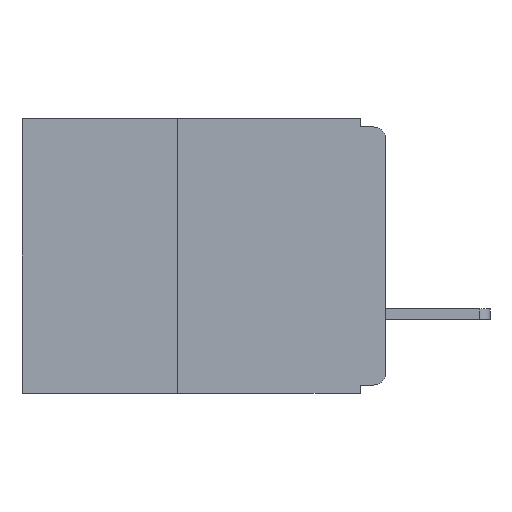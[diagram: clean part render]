
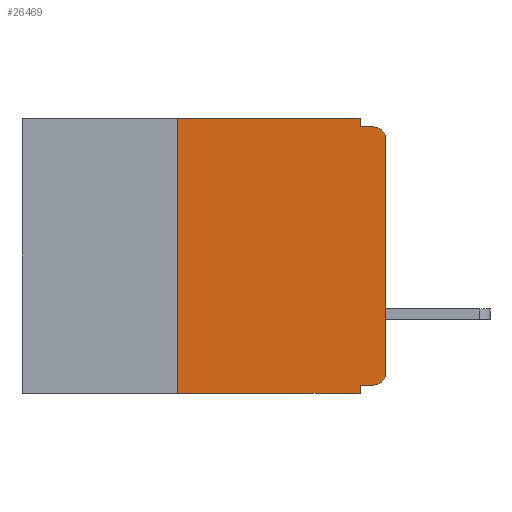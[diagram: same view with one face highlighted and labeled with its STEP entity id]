
A CAD part, left-side view. The second image highlights one B-rep face of the part: STEP entity #26469.
In plain terms, the highlighted planar face has unit normal (-1, 0, 0).
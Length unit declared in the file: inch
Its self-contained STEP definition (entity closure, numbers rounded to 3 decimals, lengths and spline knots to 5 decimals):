
#106 = CARTESIAN_POINT ( 'NONE',  ( 0., 0.437, 0. ) ) ;
#431 = ORIENTED_EDGE ( 'NONE', *, *, #7472, .F. ) ;
#708 = VERTEX_POINT ( 'NONE', #21267 ) ;
#1284 = CARTESIAN_POINT ( 'NONE',  ( 0., 0., -0.305 ) ) ;
#1492 = EDGE_CURVE ( 'NONE', #21950, #9381, #14916, .T. ) ;
#1873 = VERTEX_POINT ( 'NONE', #25215 ) ;
#2290 = CARTESIAN_POINT ( 'NONE',  ( 0., 0.031, -0.33 ) ) ;
#2441 = VECTOR ( 'NONE', #28320, 39.37008 ) ;
#2538 = ORIENTED_EDGE ( 'NONE', *, *, #3431, .F. ) ;
#2578 = LINE ( 'NONE', #14911, #8167 ) ;
#2589 = EDGE_CURVE ( 'NONE', #23156, #21950, #3214, .T. ) ;
#2601 = DIRECTION ( 'NONE',  ( 0., 0., -1. ) ) ;
#3214 = LINE ( 'NONE', #13948, #14899 ) ;
#3219 = EDGE_CURVE ( 'NONE', #1873, #18708, #19004, .T. ) ;
#3431 = EDGE_CURVE ( 'NONE', #6616, #18708, #12654, .T. ) ;
#4010 = ORIENTED_EDGE ( 'NONE', *, *, #20993, .F. ) ;
#4151 = CARTESIAN_POINT ( 'NONE',  ( 0., 0.25, -0.33 ) ) ;
#4397 = EDGE_CURVE ( 'NONE', #23156, #18200, #4854, .T. ) ;
#4527 = CARTESIAN_POINT ( 'NONE',  ( 0., 0.031, -0.33 ) ) ;
#4752 = VECTOR ( 'NONE', #26159, 39.37008 ) ;
#4854 = CIRCLE ( 'NONE', #9162, 0.015 ) ;
#4875 = EDGE_CURVE ( 'NONE', #5216, #6616, #2578, .T. ) ;
#5037 = CARTESIAN_POINT ( 'NONE',  ( 0., 0.031, -0.32 ) ) ;
#5181 = FACE_OUTER_BOUND ( 'NONE', #9551, .T. ) ;
#5216 = VERTEX_POINT ( 'NONE', #9717 ) ;
#6616 = VERTEX_POINT ( 'NONE', #26075 ) ;
#6627 = LINE ( 'NONE', #19970, #12162 ) ;
#7472 = EDGE_CURVE ( 'NONE', #16442, #708, #17367, .T. ) ;
#7851 = ORIENTED_EDGE ( 'NONE', *, *, #26831, .T. ) ;
#8167 = VECTOR ( 'NONE', #14815, 39.37008 ) ;
#8282 = ORIENTED_EDGE ( 'NONE', *, *, #3219, .T. ) ;
#8784 = LINE ( 'NONE', #14877, #2441 ) ;
#8994 = AXIS2_PLACEMENT_3D ( 'NONE', #106, #16544, #2601 ) ;
#9162 = AXIS2_PLACEMENT_3D ( 'NONE', #22134, #22124, #22105 ) ;
#9381 = VERTEX_POINT ( 'NONE', #2290 ) ;
#9551 = EDGE_LOOP ( 'NONE', ( #7851, #8282, #2538, #22092, #4010, #431, #16063, #10401, #12342, #19683 ) ) ;
#9717 = CARTESIAN_POINT ( 'NONE',  ( 0., 0.031, 0. ) ) ;
#9911 = VECTOR ( 'NONE', #11293, 39.37008 ) ;
#10401 = ORIENTED_EDGE ( 'NONE', *, *, #1492, .F. ) ;
#11293 = DIRECTION ( 'NONE',  ( 0., 0., 1. ) ) ;
#11786 = CARTESIAN_POINT ( 'NONE',  ( 0., 0.015, -0.32 ) ) ;
#12033 = PLANE ( 'NONE',  #8994 ) ;
#12162 = VECTOR ( 'NONE', #22321, 39.37008 ) ;
#12342 = ORIENTED_EDGE ( 'NONE', *, *, #2589, .F. ) ;
#12654 = LINE ( 'NONE', #17695, #17216 ) ;
#13292 = CARTESIAN_POINT ( 'NONE',  ( 0., 0.25, -0.33 ) ) ;
#13948 = CARTESIAN_POINT ( 'NONE',  ( 0., 0., -0.32 ) ) ;
#14174 = DIRECTION ( 'NONE',  ( 0., 1., 0. ) ) ;
#14815 = DIRECTION ( 'NONE',  ( 0., 0., -1. ) ) ;
#14877 = CARTESIAN_POINT ( 'NONE',  ( 0., 0.437, -0.33 ) ) ;
#14899 = VECTOR ( 'NONE', #14174, 39.37008 ) ;
#14911 = CARTESIAN_POINT ( 'NONE',  ( 0., 0.031, 0. ) ) ;
#14916 = LINE ( 'NONE', #4527, #19476 ) ;
#15085 = CARTESIAN_POINT ( 'NONE',  ( 0., 0.015, -0.01 ) ) ;
#16063 = ORIENTED_EDGE ( 'NONE', *, *, #22720, .T. ) ;
#16442 = VERTEX_POINT ( 'NONE', #13292 ) ;
#16544 = DIRECTION ( 'NONE',  ( 1., 0., 0. ) ) ;
#17216 = VECTOR ( 'NONE', #18087, 39.37008 ) ;
#17367 = LINE ( 'NONE', #4151, #9911 ) ;
#17695 = CARTESIAN_POINT ( 'NONE',  ( 0., 0., -0.01 ) ) ;
#18087 = DIRECTION ( 'NONE',  ( 0., -1., 0. ) ) ;
#18200 = VERTEX_POINT ( 'NONE', #1284 ) ;
#18708 = VERTEX_POINT ( 'NONE', #15085 ) ;
#19004 = CIRCLE ( 'NONE', #28089, 0.015 ) ;
#19476 = VECTOR ( 'NONE', #26665, 39.37008 ) ;
#19683 = ORIENTED_EDGE ( 'NONE', *, *, #4397, .T. ) ;
#19970 = CARTESIAN_POINT ( 'NONE',  ( 0., 0., 0. ) ) ;
#20993 = EDGE_CURVE ( 'NONE', #708, #5216, #29011, .T. ) ;
#21267 = CARTESIAN_POINT ( 'NONE',  ( 0., 0.25, 0. ) ) ;
#21950 = VERTEX_POINT ( 'NONE', #5037 ) ;
#22092 = ORIENTED_EDGE ( 'NONE', *, *, #4875, .F. ) ;
#22105 = DIRECTION ( 'NONE',  ( 0., 0., -1. ) ) ;
#22124 = DIRECTION ( 'NONE',  ( -1., 0., 0. ) ) ;
#22134 = CARTESIAN_POINT ( 'NONE',  ( 0., 0.015, -0.305 ) ) ;
#22321 = DIRECTION ( 'NONE',  ( 0., 0., 1. ) ) ;
#22720 = EDGE_CURVE ( 'NONE', #16442, #9381, #8784, .T. ) ;
#23156 = VERTEX_POINT ( 'NONE', #11786 ) ;
#24724 = DIRECTION ( 'NONE',  ( 0., 0., -1. ) ) ;
#25215 = CARTESIAN_POINT ( 'NONE',  ( 0., 0., -0.025 ) ) ;
#25812 = CARTESIAN_POINT ( 'NONE',  ( 0., 0.015, -0.025 ) ) ;
#26075 = CARTESIAN_POINT ( 'NONE',  ( 0., 0.031, -0.01 ) ) ;
#26159 = DIRECTION ( 'NONE',  ( 0., -1., 0. ) ) ;
#26469 = ADVANCED_FACE ( 'NONE', ( #5181 ), #12033, .F. ) ;
#26554 = DIRECTION ( 'NONE',  ( -1., 0., 0. ) ) ;
#26665 = DIRECTION ( 'NONE',  ( 0., 0., -1. ) ) ;
#26831 = EDGE_CURVE ( 'NONE', #18200, #1873, #6627, .T. ) ;
#28089 = AXIS2_PLACEMENT_3D ( 'NONE', #25812, #26554, #24724 ) ;
#28320 = DIRECTION ( 'NONE',  ( 0., -1., 0. ) ) ;
#28414 = CARTESIAN_POINT ( 'NONE',  ( 0., 0.437, 0. ) ) ;
#29011 = LINE ( 'NONE', #28414, #4752 ) ;
